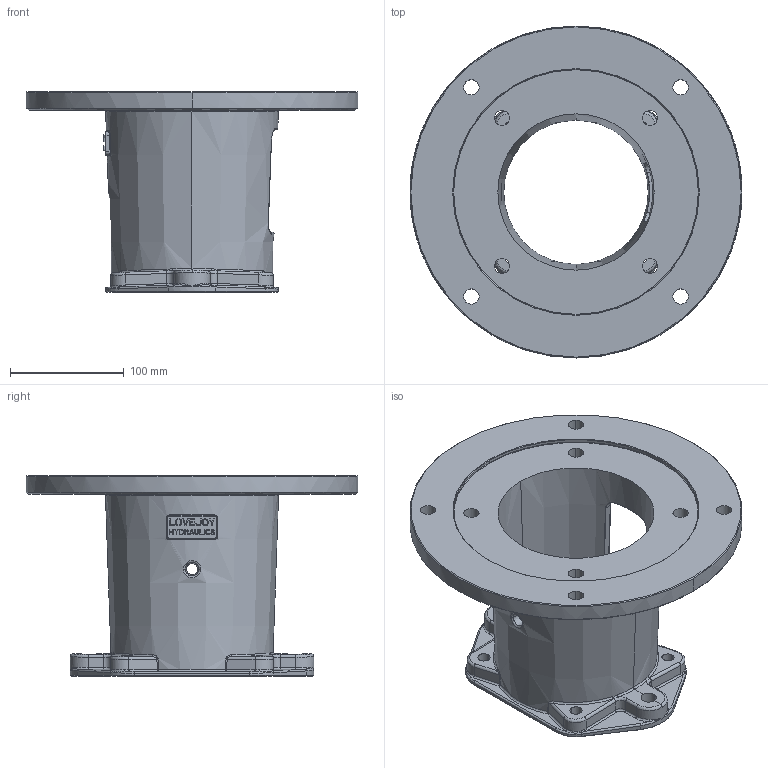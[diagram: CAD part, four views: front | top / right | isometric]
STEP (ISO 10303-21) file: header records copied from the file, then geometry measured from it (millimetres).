
FILE_DESCRIPTION((''),'2;1');
FILE_NAME('84527105229_ASM','2013-04-26T',('ppetruska'),(''),'PRO/ENGINEER BY PARAMETRIC TECHNOLOGY CORPORATION, 2012480','PRO/ENGINEER BY PARAMETRIC TECHNOLOGY CORPORATION, 2012480','');
FILE_SCHEMA(('CONFIG_CONTROL_DESIGN'));
Length unit declared in the file: inch
Products named in the file (3): 84527106042_AF2; 84527106050_AF1_ASM; 84527105229_ASM
Assembly tree (2 placements, depth 3):
  84527105229_ASM
    84527106050_AF1_ASM
      84527106042_AF2
Bounding box: 292.1 x 292.1 x 176.21 mm (x, y, z)
Volume: 1381259.9 mm3; surface area: 287016.2 mm2
Topology: 1 solids, 1 shells, 682 faces, 1781 edges, 1124 vertices
Faces by surface type: plane 432, bspline 109, cylinder 89, cone 34, torus 10, extrusion 4, sphere 4
Entity records: 26391 total; most frequent: CARTESIAN_POINT 10226, ORIENTED_EDGE 3562, DIRECTION 2960, EDGE_CURVE 1781, VECTOR 1296, LINE 1292, VERTEX_POINT 1124, AXIS2_PLACEMENT_3D 832
